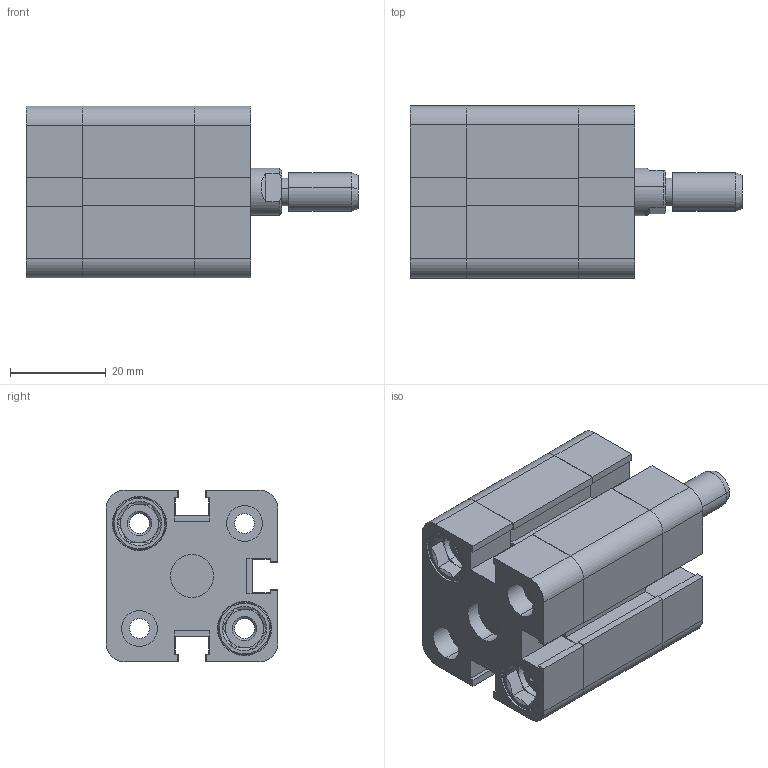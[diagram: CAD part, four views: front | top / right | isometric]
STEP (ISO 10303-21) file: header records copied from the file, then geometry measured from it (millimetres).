
FILE_DESCRIPTION (( 'STEP AP214' ), '1' );
FILE_NAME ('SM_001_020_0010_NP.STEP', '2019-11-06T13:45:04', ( '' ), ( '' ), 'SwSTEP 2.0', 'SolidWorks 2019', '' );
FILE_SCHEMA (( 'AUTOMOTIVE_DESIGN' ));
Length unit declared in the file: millimetre
Products named in the file (21): T_oczysko^SM_T_oczysko - D020.STEP; Pokrywa ty_ kpl^SM_Pok ty_ - D020.STEP; socket head thin cap screw_din_DIN 7984 - M5 x 18 --- 15.6N.STEP; SM_001_020_0010_NP; Kopia SMART - U. typ Oring - pokrywa^Pokrywa ty_ kpl_SM_U. typ Oring - D020.STEP; Kopia SMART - U. t_oka wklejana^T_ok kpl_SM_U. t_oka wklejana - D020.STEP; Kopia Magnes^T_ok kpl_SM_Magnes D020.STEP; Kopia Pier_cie_ prowadz_cy^T_ok kpl_SM_Pier_cie_ prowadz_cy D020.STEP; _ruba specjalna M8_M5^SM.STEP; Pokrywa prz_d kpl^SM_Pokrywa prz_d kpl - D020.STEP; SM_001_020_0010_NP.STEP; Kopia SMART - U. t_oka S^T_ok kpl_SM_U. t_oka S - D020.STEP; Kopia SMART - U. t_oczyska^Pokrywa prz_d kpl_SM_U. t_oczyska - D020.STEP; Kopia Pokrywa prz_d^Pokrywa prz_d kpl_SM_Smart - Pok prz_d - D020.STEP; Tuleja^SM_Tuleja - D020.STEP; Kopia T_ok^T_ok kpl_SM_T_ok - D020.STEP; Kopia Pokrywa ty_^Pokrywa ty_ kpl_SM_Smart - Pok ty_ - D020.STEP; Kopia SMART - U. typ Oring - pokrywa^Pokrywa prz_d kpl_SM_U. typ Oring - D020.STEP; Kopia Tuleja prowadz_ca^Pokrywa prz_d kpl_SM_Tuleja prowadz_ca - D020.STEP; Kopia SMART - U. t_oka lu_na^T_ok kpl_SM_U. t_oka lu_na - D020.STEP; T_ok kpl^SM_T_ok kpl - D020.STEP
Assembly tree (23 placements, depth 4):
  SM_001_020_0010_NP
    SM_001_020_0010_NP.STEP
      Pokrywa prz_d kpl^SM_Pokrywa prz_d kpl - D020.STEP
        Kopia Pokrywa prz_d^Pokrywa prz_d kpl_SM_Smart - Pok prz_d - D020.STEP
        Kopia SMART - U. typ Oring - pokrywa^Pokrywa prz_d kpl_SM_U. typ Oring - D020.STEP
        Kopia Tuleja prowadz_ca^Pokrywa prz_d kpl_SM_Tuleja prowadz_ca - D020.STEP
        Kopia SMART - U. t_oczyska^Pokrywa prz_d kpl_SM_U. t_oczyska - D020.STEP
      Pokrywa ty_ kpl^SM_Pok ty_ - D020.STEP
        Kopia Pokrywa ty_^Pokrywa ty_ kpl_SM_Smart - Pok ty_ - D020.STEP
        Kopia SMART - U. typ Oring - pokrywa^Pokrywa ty_ kpl_SM_U. typ Oring - D020.STEP
      T_ok kpl^SM_T_ok kpl - D020.STEP
        Kopia T_ok^T_ok kpl_SM_T_ok - D020.STEP
        Kopia Magnes^T_ok kpl_SM_Magnes D020.STEP
        Kopia Pier_cie_ prowadz_cy^T_ok kpl_SM_Pier_cie_ prowadz_cy D020.STEP
        Kopia SMART - U. t_oka lu_na^T_ok kpl_SM_U. t_oka lu_na - D020.STEP
        Kopia SMART - U. t_oka wklejana^T_ok kpl_SM_U. t_oka wklejana - D020.STEP
        Kopia SMART - U. t_oka S^T_ok kpl_SM_U. t_oka S - D020.STEP
      Tuleja^SM_Tuleja - D020.STEP
      T_oczysko^SM_T_oczysko - D020.STEP
      _ruba specjalna M8_M5^SM.STEP  x4
      socket head thin cap screw_din_DIN 7984 - M5 x 18 --- 15.6N.STEP
Bounding box: 69.5 x 36 x 36 mm (x, y, z)
Volume: 46743.3 mm3; surface area: 34812.1 mm2
Topology: 20 solids, 20 shells, 769 faces, 1826 edges, 1159 vertices
Faces by surface type: plane 364, cylinder 200, cone 109, bspline 84, torus 12
Entity records: 24462 total; most frequent: CARTESIAN_POINT 8442, ORIENTED_EDGE 3170, DIRECTION 3040, EDGE_CURVE 1585, AXIS2_PLACEMENT_3D 1058, VERTEX_POINT 1027, VECTOR 924, LINE 924
